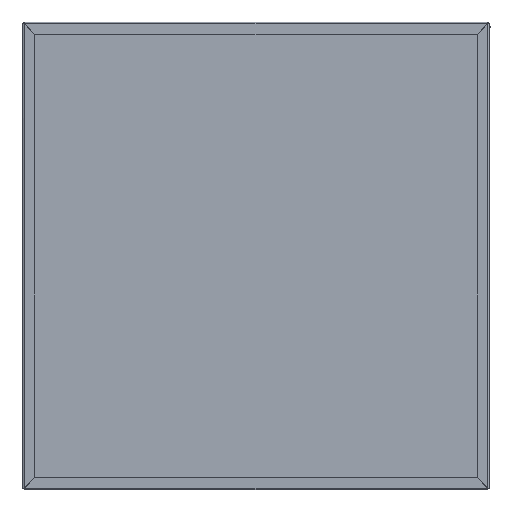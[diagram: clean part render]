
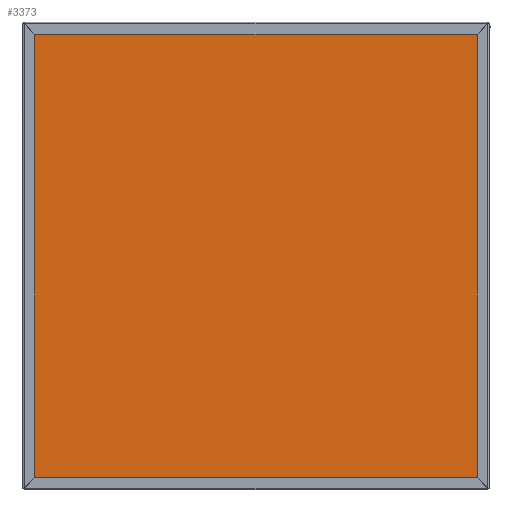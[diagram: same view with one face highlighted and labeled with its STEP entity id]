
A CAD part, top view. The second image highlights one B-rep face of the part: STEP entity #3373.
In plain terms, the highlighted planar face has unit normal (0, 0, 1).
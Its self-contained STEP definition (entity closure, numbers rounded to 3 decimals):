
#3373=ADVANCED_FACE('',(#5978),#5980,.T.);
#5978=FACE_BOUND('',#5979,.T.);
#5979=EDGE_LOOP('',(#7995,#7996,#7997,#7998));
#5980=PLANE('',#5981);
#5981=AXIS2_PLACEMENT_3D('',#5982,#5983,#5984);
#5982=CARTESIAN_POINT('',(2639.391,2011.174,2.));
#5983=DIRECTION('',(0.,0.,1.));
#5984=DIRECTION('',(1.,0.,0.));
#7995=ORIENTED_EDGE('',*,*,#9130,.T.);
#7996=ORIENTED_EDGE('',*,*,#9127,.T.);
#7997=ORIENTED_EDGE('',*,*,#9124,.T.);
#7998=ORIENTED_EDGE('',*,*,#9121,.T.);
#9121=EDGE_CURVE('',#10140,#10138,#10141,.T.);
#9124=EDGE_CURVE('',#10145,#10140,#10146,.T.);
#9127=EDGE_CURVE('',#10150,#10145,#10151,.T.);
#9130=EDGE_CURVE('',#10138,#10150,#10154,.T.);
#10138=VERTEX_POINT('',#12877);
#10140=VERTEX_POINT('',#12881);
#10141=LINE('',#12882,#12883);
#10145=VERTEX_POINT('',#12892);
#10146=LINE('',#12893,#12894);
#10150=VERTEX_POINT('',#12903);
#10151=LINE('',#12904,#12905);
#10154=LINE('',#12913,#12914);
#12877=CARTESIAN_POINT('',(2344.391,1716.174,2.));
#12881=CARTESIAN_POINT('',(2344.391,2306.174,2.));
#12882=CARTESIAN_POINT('',(2344.391,2306.174,2.));
#12883=VECTOR('',#12884,1.);
#12884=DIRECTION('',(0.,-1.,0.));
#12892=CARTESIAN_POINT('',(2934.391,2306.174,2.));
#12893=CARTESIAN_POINT('',(2934.391,2306.174,2.));
#12894=VECTOR('',#12895,1.);
#12895=DIRECTION('',(-1.,0.,0.));
#12903=CARTESIAN_POINT('',(2934.391,1716.174,2.));
#12904=CARTESIAN_POINT('',(2934.391,1716.174,2.));
#12905=VECTOR('',#12906,1.);
#12906=DIRECTION('',(0.,1.,0.));
#12913=CARTESIAN_POINT('',(2344.391,1716.174,2.));
#12914=VECTOR('',#12915,1.);
#12915=DIRECTION('',(1.,0.,0.));
